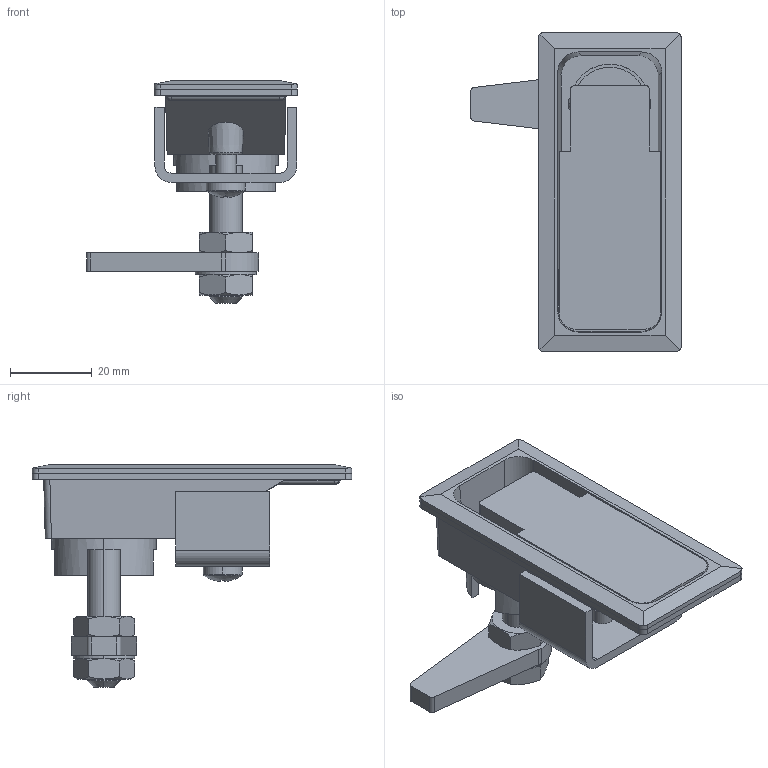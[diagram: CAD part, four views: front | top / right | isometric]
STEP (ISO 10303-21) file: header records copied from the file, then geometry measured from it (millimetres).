
FILE_DESCRIPTION (( 'STEP AP203' ), '1' );
FILE_NAME ('sone3D.STEP', '2013-12-02T07:26:25', ( '' ), ( '' ), 'SwSTEP 2.0', 'SolidWorks 2012', '' );
FILE_SCHEMA (( 'CONFIG_CONTROL_DESIGN' ));
Length unit declared in the file: millimetre
Products named in the file (13): A-204ハンドル_; 六角ナットM8（3種）_JIS B 1181 Hexagon nut - Class 3 Finished M8x1.0 --N; A-205止め金_; A-204ピン_; A-204本体_; sone3D; 廫帤寠晅側傋偹偠M5_M5 x 10; 歯付座金M8内歯形_JIS B 1255 A 8; A-204取付金具_; A-204パッキンB_; A-204パッキンA_; A-204シャフト_; A-204作動金具_
Assembly tree (13 placements, depth 2):
  sone3D
    A-204本体_
    A-204ハンドル_
    A-204作動金具_
    A-204シャフト_
    A-204パッキンA_
    A-205止め金_
    A-204ピン_
    A-204パッキンB_
    A-204取付金具_
    歯付座金M8内歯形_JIS B 1255 A 8
    六角ナットM8（3種）_JIS B 1181 Hexagon nut - Class 3 Finished M8x1.0 --N  x2
    廫帤寠晅側傋偹偠M5_M5 x 10
Bounding box: 51.5 x 78 x 54.27 mm (x, y, z)
Volume: 29822.2 mm3; surface area: 28224.3 mm2
Topology: 13 solids, 13 shells, 376 faces, 951 edges, 609 vertices
Faces by surface type: plane 183, cylinder 130, cone 42, bspline 10, torus 7, sphere 4
Entity records: 12510 total; most frequent: CARTESIAN_POINT 2606, ORIENTED_EDGE 1806, DIRECTION 1767, EDGE_CURVE 903, AXIS2_PLACEMENT_3D 628, VERTEX_POINT 581, VECTOR 511, LINE 511
